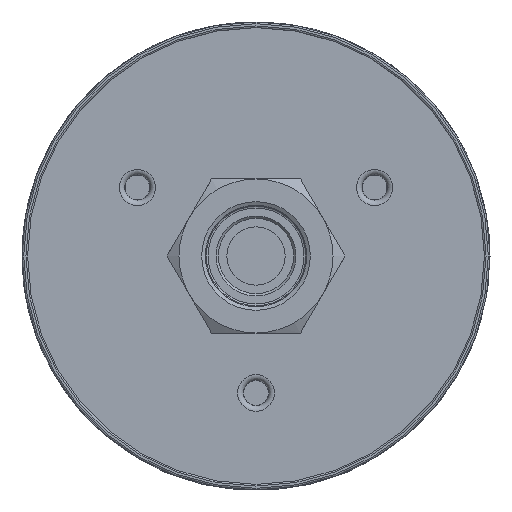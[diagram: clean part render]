
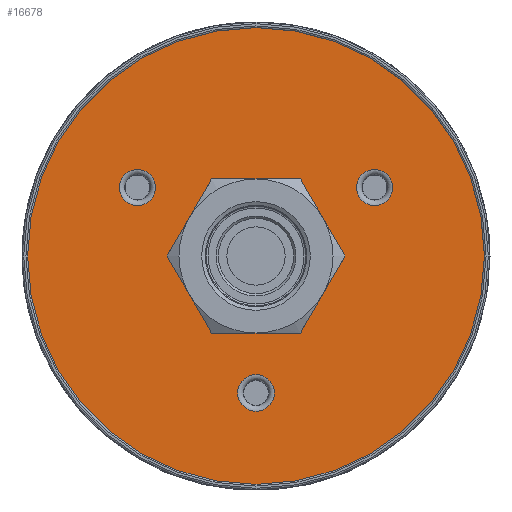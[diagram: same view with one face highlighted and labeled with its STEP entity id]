
A CAD part, front view. The second image highlights one B-rep face of the part: STEP entity #16678.
In plain terms, the highlighted planar face has unit normal (0, -1, 0).
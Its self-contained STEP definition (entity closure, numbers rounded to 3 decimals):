
#885=FACE_BOUND('',#6460,.T.);
#886=FACE_BOUND('',#6461,.T.);
#887=FACE_BOUND('',#6462,.T.);
#888=FACE_BOUND('',#6463,.T.);
#5519=FACE_OUTER_BOUND('',#6459,.T.);
#6459=EDGE_LOOP('',(#15152,#15153));
#6460=EDGE_LOOP('',(#15154));
#6461=EDGE_LOOP('',(#15155));
#6462=EDGE_LOOP('',(#15156,#15157));
#6463=EDGE_LOOP('',(#15158));
#6602=CIRCLE('',#16969,3.162);
#6605=CIRCLE('',#16973,3.162);
#6807=CIRCLE('',#17670,40.017);
#6808=CIRCLE('',#17671,40.017);
#6828=CIRCLE('',#17698,10.3);
#6829=CIRCLE('',#17699,3.203);
#6830=CIRCLE('',#17700,3.203);
#7206=VERTEX_POINT('',#22434);
#7209=VERTEX_POINT('',#22442);
#8358=VERTEX_POINT('',#29568);
#8359=VERTEX_POINT('',#29570);
#8381=VERTEX_POINT('',#29801);
#8382=VERTEX_POINT('',#29803);
#8383=VERTEX_POINT('',#29804);
#8909=EDGE_CURVE('',#7206,#7206,#6602,.T.);
#8913=EDGE_CURVE('',#7209,#7209,#6605,.T.);
#10638=EDGE_CURVE('',#8358,#8359,#6807,.T.);
#10639=EDGE_CURVE('',#8359,#8358,#6808,.T.);
#10667=EDGE_CURVE('',#8381,#8381,#6828,.T.);
#10668=EDGE_CURVE('',#8382,#8383,#6829,.T.);
#10669=EDGE_CURVE('',#8383,#8382,#6830,.T.);
#15152=ORIENTED_EDGE('',*,*,#10639,.F.);
#15153=ORIENTED_EDGE('',*,*,#10638,.F.);
#15154=ORIENTED_EDGE('',*,*,#8913,.T.);
#15155=ORIENTED_EDGE('',*,*,#10667,.F.);
#15156=ORIENTED_EDGE('',*,*,#10668,.F.);
#15157=ORIENTED_EDGE('',*,*,#10669,.F.);
#15158=ORIENTED_EDGE('',*,*,#8909,.T.);
#15844=PLANE('',#17697);
#16678=ADVANCED_FACE('',(#5519,#885,#886,#887,#888),#15844,.T.);
#16969=AXIS2_PLACEMENT_3D('',#22435,#18597,#18598);
#16973=AXIS2_PLACEMENT_3D('',#22443,#18606,#18607);
#17670=AXIS2_PLACEMENT_3D('',#29571,#21112,#21113);
#17671=AXIS2_PLACEMENT_3D('',#29572,#21114,#21115);
#17697=AXIS2_PLACEMENT_3D('',#29800,#21171,#21172);
#17698=AXIS2_PLACEMENT_3D('',#29802,#21173,#21174);
#17699=AXIS2_PLACEMENT_3D('',#29805,#21175,#21176);
#17700=AXIS2_PLACEMENT_3D('',#29806,#21177,#21178);
#18597=DIRECTION('center_axis',(0.,1.,0.));
#18598=DIRECTION('ref_axis',(-1.,0.,0.));
#18606=DIRECTION('center_axis',(0.,1.,0.));
#18607=DIRECTION('ref_axis',(-1.,0.,0.));
#21112=DIRECTION('center_axis',(0.,1.,0.));
#21113=DIRECTION('ref_axis',(0.,0.,1.));
#21114=DIRECTION('center_axis',(0.,1.,0.));
#21115=DIRECTION('ref_axis',(0.,0.,1.));
#21171=DIRECTION('center_axis',(0.,-1.,0.));
#21172=DIRECTION('ref_axis',(0.5,0.,-0.866));
#21173=DIRECTION('center_axis',(0.,-1.,0.));
#21174=DIRECTION('ref_axis',(-0.5,0.,0.866));
#21175=DIRECTION('center_axis',(0.,-1.,0.));
#21176=DIRECTION('ref_axis',(0.5,0.,-0.866));
#21177=DIRECTION('center_axis',(0.,-1.,0.));
#21178=DIRECTION('ref_axis',(0.5,0.,-0.866));
#22434=CARTESIAN_POINT('',(-17.622,-68.7,12.));
#22435=CARTESIAN_POINT('Origin',(-20.785,-68.7,12.));
#22442=CARTESIAN_POINT('',(23.947,-68.7,12.));
#22443=CARTESIAN_POINT('Origin',(20.785,-68.7,12.));
#29568=CARTESIAN_POINT('',(-40.017,-68.7,0.));
#29570=CARTESIAN_POINT('',(0.,-68.7,-40.017));
#29571=CARTESIAN_POINT('Origin',(0.,-68.7,
0.));
#29572=CARTESIAN_POINT('Origin',(0.,-68.7,
0.));
#29800=CARTESIAN_POINT('Origin',(20.135,-68.7,11.625));
#29801=CARTESIAN_POINT('',(5.15,-68.7,-8.92));
#29802=CARTESIAN_POINT('Origin',(0.,-68.7,
0.));
#29803=CARTESIAN_POINT('',(-1.601,-68.7,-21.226));
#29804=CARTESIAN_POINT('',(1.601,-68.7,-26.774));
#29805=CARTESIAN_POINT('Origin',(0.,-68.7,
-24.));
#29806=CARTESIAN_POINT('Origin',(0.,-68.7,
-24.));
